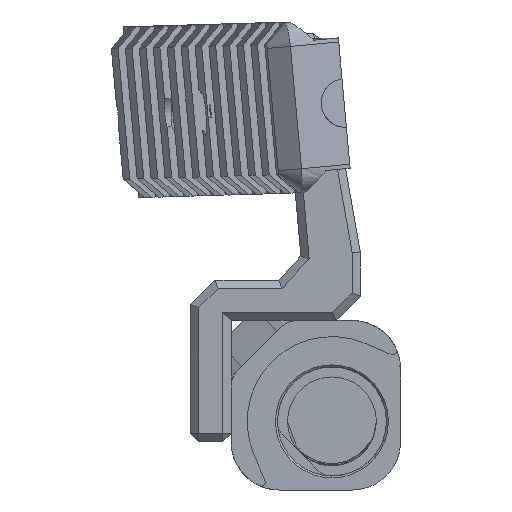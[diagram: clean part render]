
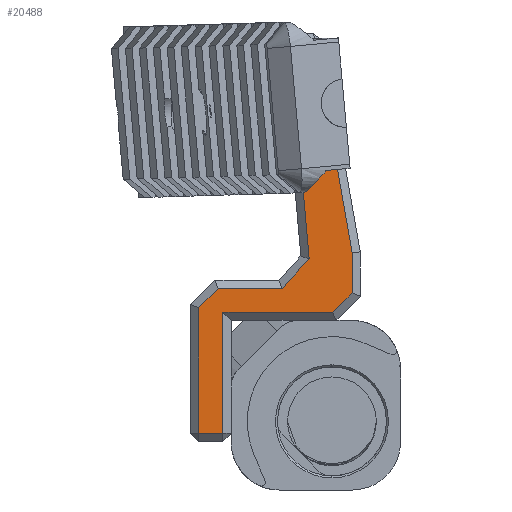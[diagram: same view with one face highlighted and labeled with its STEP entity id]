
A CAD part, front view. The second image highlights one B-rep face of the part: STEP entity #20488.
In plain terms, the highlighted planar face has unit normal (0, -1, 0).
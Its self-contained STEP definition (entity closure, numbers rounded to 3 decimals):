
#20201 = VERTEX_POINT('',#20202);
#20202 = CARTESIAN_POINT('',(-1.,-20.,1.));
#20210 = VERTEX_POINT('',#20211);
#20211 = CARTESIAN_POINT('',(12.586,-20.,1.));
#20217 = EDGE_CURVE('',#20201,#20210,#20218,.T.);
#20218 = LINE('',#20219,#20220);
#20219 = CARTESIAN_POINT('',(0.,-20.,1.));
#20220 = VECTOR('',#20221,1.);
#20221 = DIRECTION('',(1.,0.,0.));
#20311 = VERTEX_POINT('',#20312);
#20312 = CARTESIAN_POINT('',(15.,-20.,3.414));
#20318 = EDGE_CURVE('',#20210,#20311,#20319,.T.);
#20319 = LINE('',#20320,#20321);
#20320 = CARTESIAN_POINT('',(12.293,-20.,0.707));
#20321 = VECTOR('',#20322,1.);
#20322 = DIRECTION('',(0.707,0.,0.707));
#20471 = VERTEX_POINT('',#20472);
#20472 = CARTESIAN_POINT('',(-1.,-20.,-14.));
#20478 = EDGE_CURVE('',#20201,#20471,#20479,.T.);
#20479 = LINE('',#20480,#20481);
#20480 = CARTESIAN_POINT('',(-1.,-20.,0.));
#20481 = VECTOR('',#20482,1.);
#20482 = DIRECTION('',(0.,0.,-1.));
#20488 = ADVANCED_FACE('',(#20489),#20564,.F.);
#20489 = FACE_BOUND('',#20490,.F.);
#20490 = EDGE_LOOP('',(#20491,#20499,#20507,#20515,#20523,#20531,#20539,
    #20547,#20555,#20561,#20562,#20563));
#20491 = ORIENTED_EDGE('',*,*,#20492,.T.);
#20492 = EDGE_CURVE('',#20471,#20493,#20495,.T.);
#20493 = VERTEX_POINT('',#20494);
#20494 = CARTESIAN_POINT('',(-4.,-20.,-14.));
#20495 = LINE('',#20496,#20497);
#20496 = CARTESIAN_POINT('',(0.,-20.,-14.));
#20497 = VECTOR('',#20498,1.);
#20498 = DIRECTION('',(-1.,-0.,0.));
#20499 = ORIENTED_EDGE('',*,*,#20500,.T.);
#20500 = EDGE_CURVE('',#20493,#20501,#20503,.T.);
#20501 = VERTEX_POINT('',#20502);
#20502 = CARTESIAN_POINT('',(-4.,-20.,1.586));
#20503 = LINE('',#20504,#20505);
#20504 = CARTESIAN_POINT('',(-4.,-20.,-15.));
#20505 = VECTOR('',#20506,1.);
#20506 = DIRECTION('',(0.,0.,1.));
#20507 = ORIENTED_EDGE('',*,*,#20508,.T.);
#20508 = EDGE_CURVE('',#20501,#20509,#20511,.T.);
#20509 = VERTEX_POINT('',#20510);
#20510 = CARTESIAN_POINT('',(-1.586,-20.,4.));
#20511 = LINE('',#20512,#20513);
#20512 = CARTESIAN_POINT('',(-4.293,-20.,1.293));
#20513 = VECTOR('',#20514,1.);
#20514 = DIRECTION('',(0.707,0.,0.707));
#20515 = ORIENTED_EDGE('',*,*,#20516,.T.);
#20516 = EDGE_CURVE('',#20509,#20517,#20519,.T.);
#20517 = VERTEX_POINT('',#20518);
#20518 = CARTESIAN_POINT('',(6.343,-20.,4.));
#20519 = LINE('',#20520,#20521);
#20520 = CARTESIAN_POINT('',(-2.,-20.,4.));
#20521 = VECTOR('',#20522,1.);
#20522 = DIRECTION('',(1.,0.,0.));
#20523 = ORIENTED_EDGE('',*,*,#20524,.T.);
#20524 = EDGE_CURVE('',#20517,#20525,#20527,.T.);
#20525 = VERTEX_POINT('',#20526);
#20526 = CARTESIAN_POINT('',(9.676,-20.,7.637));
#20527 = LINE('',#20528,#20529);
#20528 = CARTESIAN_POINT('',(6.64,-20.,4.324));
#20529 = VECTOR('',#20530,1.);
#20530 = DIRECTION('',(0.676,0.,0.737));
#20531 = ORIENTED_EDGE('',*,*,#20532,.T.);
#20532 = EDGE_CURVE('',#20525,#20533,#20535,.T.);
#20533 = VERTEX_POINT('',#20534);
#20534 = CARTESIAN_POINT('',(7.321,-20.,34.556));
#20535 = LINE('',#20536,#20537);
#20536 = CARTESIAN_POINT('',(9.637,-20.,8.076));
#20537 = VECTOR('',#20538,1.);
#20538 = DIRECTION('',(-0.087,0.,0.996));
#20539 = ORIENTED_EDGE('',*,*,#20540,.T.);
#20540 = EDGE_CURVE('',#20533,#20541,#20543,.T.);
#20541 = VERTEX_POINT('',#20542);
#20542 = CARTESIAN_POINT('',(10.39,-20.,34.556));
#20543 = LINE('',#20544,#20545);
#20544 = CARTESIAN_POINT('',(6.229,-20.,34.556));
#20545 = VECTOR('',#20546,1.);
#20546 = DIRECTION('',(1.,0.,0.));
#20547 = ORIENTED_EDGE('',*,*,#20548,.T.);
#20548 = EDGE_CURVE('',#20541,#20549,#20551,.T.);
#20549 = VERTEX_POINT('',#20550);
#20550 = CARTESIAN_POINT('',(15.,-20.,8.413));
#20551 = LINE('',#20552,#20553);
#20552 = CARTESIAN_POINT('',(10.244,-20.,35.383));
#20553 = VECTOR('',#20554,1.);
#20554 = DIRECTION('',(0.174,0.,-0.985));
#20555 = ORIENTED_EDGE('',*,*,#20556,.F.);
#20556 = EDGE_CURVE('',#20311,#20549,#20557,.T.);
#20557 = LINE('',#20558,#20559);
#20558 = CARTESIAN_POINT('',(15.,-20.,3.));
#20559 = VECTOR('',#20560,1.);
#20560 = DIRECTION('',(0.,0.,1.));
#20561 = ORIENTED_EDGE('',*,*,#20318,.F.);
#20562 = ORIENTED_EDGE('',*,*,#20217,.F.);
#20563 = ORIENTED_EDGE('',*,*,#20478,.T.);
#20564 = PLANE('',#20565);
#20565 = AXIS2_PLACEMENT_3D('',#20566,#20567,#20568);
#20566 = CARTESIAN_POINT('',(5.852,-20.,8.641));
#20567 = DIRECTION('',(0.,1.,0.));
#20568 = DIRECTION('',(0.,0.,1.));
